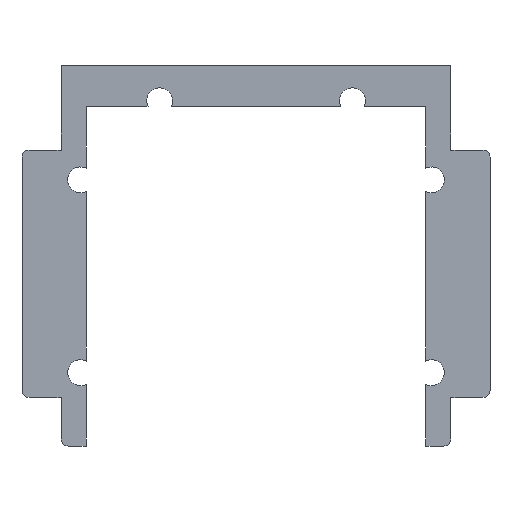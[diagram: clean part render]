
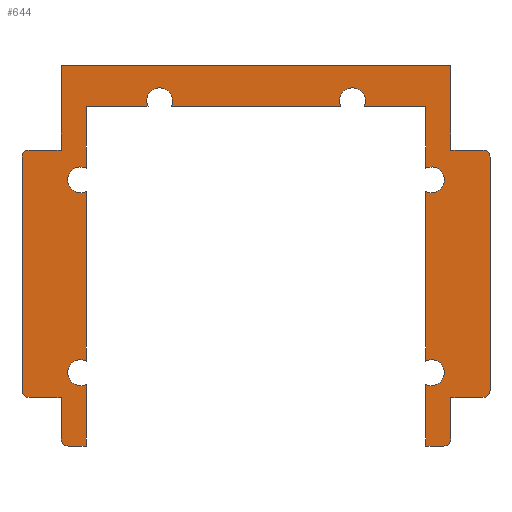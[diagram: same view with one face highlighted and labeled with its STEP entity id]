
A CAD part, front view. The second image highlights one B-rep face of the part: STEP entity #644.
In plain terms, the highlighted planar face has unit normal (0, -1, 0).
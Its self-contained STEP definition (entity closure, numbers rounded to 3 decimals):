
#1=DIRECTION('',(1.,0.,0.));
#2=VECTOR('',#1,65.3);
#3=CARTESIAN_POINT('',(-11.5,-41.,14.094));
#4=LINE('',#3,#2);
#5=DIRECTION('',(1.,0.,0.));
#6=VECTOR('',#5,5.35);
#7=CARTESIAN_POINT('',(53.8,-41.,0.));
#8=LINE('',#7,#6);
#9=CARTESIAN_POINT('',(59.15,-41.,-1.2));
#10=DIRECTION('',(0.,-1.,0.));
#11=DIRECTION('',(1.,0.,0.));
#12=AXIS2_PLACEMENT_3D('',#9,#10,#11);
#14=CARTESIAN_POINT('',(59.15,-41.,-40.263));
#15=DIRECTION('',(0.,-1.,0.));
#16=DIRECTION('',(0.,0.,-1.));
#17=AXIS2_PLACEMENT_3D('',#14,#15,#16);
#19=DIRECTION('',(-1.,0.,0.));
#20=VECTOR('',#19,5.35);
#21=CARTESIAN_POINT('',(59.15,-41.,-41.463));
#22=LINE('',#21,#20);
#23=DIRECTION('',(0.,0.,-1.));
#24=VECTOR('',#23,6.937);
#25=CARTESIAN_POINT('',(53.8,-41.,-41.463));
#26=LINE('',#25,#24);
#27=CARTESIAN_POINT('',(52.6,-41.,-48.4));
#28=DIRECTION('',(0.,-1.,0.));
#29=DIRECTION('',(0.,0.,-1.));
#30=AXIS2_PLACEMENT_3D('',#27,#28,#29);
#32=DIRECTION('',(-1.,0.,0.));
#33=VECTOR('',#32,3.);
#34=CARTESIAN_POINT('',(52.6,-41.,-49.6));
#35=LINE('',#34,#33);
#36=DIRECTION('',(0.,0.,1.));
#37=VECTOR('',#36,28.399);
#38=CARTESIAN_POINT('',(49.6,-41.,-35.35));
#39=LINE('',#38,#37);
#40=DIRECTION('',(1.,0.,0.));
#41=VECTOR('',#40,28.404);
#42=CARTESIAN_POINT('',(6.95,-41.,7.3));
#43=LINE('',#42,#41);
#44=DIRECTION('',(0.,0.,1.));
#45=VECTOR('',#44,28.399);
#46=CARTESIAN_POINT('',(-7.3,-41.,-35.35));
#47=LINE('',#46,#45);
#48=DIRECTION('',(-1.,0.,0.));
#49=VECTOR('',#48,3.);
#50=CARTESIAN_POINT('',(-7.3,-41.,-49.6));
#51=LINE('',#50,#49);
#52=CARTESIAN_POINT('',(-10.3,-41.,-48.4));
#53=DIRECTION('',(0.,-1.,0.));
#54=DIRECTION('',(-1.,0.,0.));
#55=AXIS2_PLACEMENT_3D('',#52,#53,#54);
#57=DIRECTION('',(0.,0.,1.));
#58=VECTOR('',#57,6.937);
#59=CARTESIAN_POINT('',(-11.5,-41.,-48.4));
#60=LINE('',#59,#58);
#61=DIRECTION('',(-1.,0.,0.));
#62=VECTOR('',#61,5.35);
#63=CARTESIAN_POINT('',(-11.5,-41.,-41.463));
#64=LINE('',#63,#62);
#65=CARTESIAN_POINT('',(-16.85,-41.,-40.263));
#66=DIRECTION('',(0.,-1.,0.));
#67=DIRECTION('',(-1.,0.,0.));
#68=AXIS2_PLACEMENT_3D('',#65,#66,#67);
#70=CARTESIAN_POINT('',(-16.85,-41.,-1.2));
#71=DIRECTION('',(0.,-1.,0.));
#72=DIRECTION('',(0.,0.,1.));
#73=AXIS2_PLACEMENT_3D('',#70,#71,#72);
#75=DIRECTION('',(1.,0.,0.));
#76=VECTOR('',#75,5.35);
#77=CARTESIAN_POINT('',(-16.85,-41.,0.));
#78=LINE('',#77,#76);
#83=DIRECTION('',(0.,0.,-1.));
#84=VECTOR('',#83,14.094);
#85=CARTESIAN_POINT('',(-11.5,-41.,14.094));
#86=LINE('',#85,#84);
#169=DIRECTION('',(0.,0.,1.));
#170=VECTOR('',#169,14.094);
#171=CARTESIAN_POINT('',(53.8,-41.,0.));
#172=LINE('',#171,#170);
#197=DIRECTION('',(0.,0.,1.));
#198=VECTOR('',#197,39.063);
#199=CARTESIAN_POINT('',(60.35,-41.,-40.263));
#200=LINE('',#199,#198);
#229=DIRECTION('',(0.,0.,-1.));
#230=VECTOR('',#229,10.36);
#231=CARTESIAN_POINT('',(49.6,-41.,7.3));
#232=LINE('',#231,#230);
#233=DIRECTION('',(0.,0.,-1.));
#234=VECTOR('',#233,10.36);
#235=CARTESIAN_POINT('',(49.6,-41.,-39.24));
#236=LINE('',#235,#234);
#254=CARTESIAN_POINT('',(50.55,-41.,-37.295));
#255=DIRECTION('',(0.,1.,0.));
#256=DIRECTION('',(-0.439,0.,0.899));
#257=AXIS2_PLACEMENT_3D('',#254,#255,#256);
#272=CARTESIAN_POINT('',(50.55,-41.,-5.005));
#273=DIRECTION('',(0.,1.,0.));
#274=DIRECTION('',(-0.439,0.,0.899));
#275=AXIS2_PLACEMENT_3D('',#272,#273,#274);
#281=DIRECTION('',(1.,0.,0.));
#282=VECTOR('',#281,10.355);
#283=CARTESIAN_POINT('',(39.245,-41.,7.3));
#284=LINE('',#283,#282);
#297=DIRECTION('',(1.,0.,0.));
#298=VECTOR('',#297,10.36);
#299=CARTESIAN_POINT('',(-7.3,-41.,7.3));
#300=LINE('',#299,#298);
#310=CARTESIAN_POINT('',(37.3,-41.,8.25));
#311=DIRECTION('',(0.,1.,0.));
#312=DIRECTION('',(-0.899,0.,-0.439));
#313=AXIS2_PLACEMENT_3D('',#310,#311,#312);
#328=CARTESIAN_POINT('',(5.005,-41.,8.25));
#329=DIRECTION('',(0.,1.,0.));
#330=DIRECTION('',(-0.899,0.,-0.439));
#331=AXIS2_PLACEMENT_3D('',#328,#329,#330);
#337=DIRECTION('',(0.,0.,1.));
#338=VECTOR('',#337,10.36);
#339=CARTESIAN_POINT('',(-7.3,-41.,-3.06));
#340=LINE('',#339,#338);
#353=DIRECTION('',(0.,0.,1.));
#354=VECTOR('',#353,10.36);
#355=CARTESIAN_POINT('',(-7.3,-41.,-49.6));
#356=LINE('',#355,#354);
#357=CARTESIAN_POINT('',(-8.25,-41.,-5.005));
#358=DIRECTION('',(0.,1.,0.));
#359=DIRECTION('',(0.439,0.,-0.899));
#360=AXIS2_PLACEMENT_3D('',#357,#358,#359);
#375=CARTESIAN_POINT('',(-8.25,-41.,-37.295));
#376=DIRECTION('',(0.,1.,0.));
#377=DIRECTION('',(0.439,0.,-0.899));
#378=AXIS2_PLACEMENT_3D('',#375,#376,#377);
#417=DIRECTION('',(0.,0.,-1.));
#418=VECTOR('',#417,39.063);
#419=CARTESIAN_POINT('',(-18.05,-41.,-1.2));
#420=LINE('',#419,#418);
#433=CARTESIAN_POINT('',(6.95,-41.,7.3));
#434=CARTESIAN_POINT('',(35.355,-41.,7.3));
#435=VERTEX_POINT('',#433);
#436=VERTEX_POINT('',#434);
#437=CARTESIAN_POINT('',(49.6,-41.,-35.35));
#438=CARTESIAN_POINT('',(49.6,-41.,-6.95));
#439=VERTEX_POINT('',#437);
#440=VERTEX_POINT('',#438);
#441=CARTESIAN_POINT('',(-7.3,-41.,-35.35));
#442=CARTESIAN_POINT('',(-7.3,-41.,-6.95));
#443=VERTEX_POINT('',#441);
#444=VERTEX_POINT('',#442);
#449=CARTESIAN_POINT('',(3.06,-41.,7.3));
#451=VERTEX_POINT('',#449);
#453=CARTESIAN_POINT('',(39.245,-41.,7.3));
#455=VERTEX_POINT('',#453);
#461=CARTESIAN_POINT('',(49.6,-41.,-39.24));
#463=VERTEX_POINT('',#461);
#469=CARTESIAN_POINT('',(49.6,-41.,-3.06));
#471=VERTEX_POINT('',#469);
#474=CARTESIAN_POINT('',(-7.3,-41.,-39.24));
#476=VERTEX_POINT('',#474);
#478=CARTESIAN_POINT('',(-7.3,-41.,-3.06));
#480=VERTEX_POINT('',#478);
#482=CARTESIAN_POINT('',(49.6,-41.,7.3));
#484=VERTEX_POINT('',#482);
#486=CARTESIAN_POINT('',(-7.3,-41.,7.3));
#488=VERTEX_POINT('',#486);
#490=CARTESIAN_POINT('',(49.6,-41.,-49.6));
#492=VERTEX_POINT('',#490);
#494=CARTESIAN_POINT('',(-7.3,-41.,-49.6));
#496=VERTEX_POINT('',#494);
#498=CARTESIAN_POINT('',(53.8,-41.,0.));
#500=VERTEX_POINT('',#498);
#502=CARTESIAN_POINT('',(53.8,-41.,-41.463));
#504=VERTEX_POINT('',#502);
#506=CARTESIAN_POINT('',(-11.5,-41.,-41.463));
#508=VERTEX_POINT('',#506);
#510=CARTESIAN_POINT('',(-11.5,-41.,0.));
#512=VERTEX_POINT('',#510);
#513=CARTESIAN_POINT('',(52.6,-41.,-49.6));
#514=CARTESIAN_POINT('',(53.8,-41.,-48.4));
#515=VERTEX_POINT('',#513);
#516=VERTEX_POINT('',#514);
#521=CARTESIAN_POINT('',(59.15,-41.,-41.463));
#522=CARTESIAN_POINT('',(60.35,-41.,-40.263));
#523=VERTEX_POINT('',#521);
#524=VERTEX_POINT('',#522);
#529=CARTESIAN_POINT('',(60.35,-41.,-1.2));
#530=CARTESIAN_POINT('',(59.15,-41.,0.));
#531=VERTEX_POINT('',#529);
#532=VERTEX_POINT('',#530);
#537=CARTESIAN_POINT('',(-16.85,-41.,0.));
#538=CARTESIAN_POINT('',(-18.05,-41.,-1.2));
#539=VERTEX_POINT('',#537);
#540=VERTEX_POINT('',#538);
#545=CARTESIAN_POINT('',(-18.05,-41.,-40.263));
#546=CARTESIAN_POINT('',(-16.85,-41.,-41.463));
#547=VERTEX_POINT('',#545);
#548=VERTEX_POINT('',#546);
#553=CARTESIAN_POINT('',(-11.5,-41.,-48.4));
#554=CARTESIAN_POINT('',(-10.3,-41.,-49.6));
#555=VERTEX_POINT('',#553);
#556=VERTEX_POINT('',#554);
#565=CARTESIAN_POINT('',(-11.5,-41.,14.094));
#566=CARTESIAN_POINT('',(53.8,-41.,14.094));
#567=VERTEX_POINT('',#565);
#568=VERTEX_POINT('',#566);
#569=CARTESIAN_POINT('',(0.,-41.,0.));
#570=DIRECTION('',(0.,-1.,0.));
#571=DIRECTION('',(1.,0.,0.));
#572=AXIS2_PLACEMENT_3D('',#569,#570,#571);
#573=PLANE('',#572);
#575=ORIENTED_EDGE('',*,*,#574,.F.);
#577=ORIENTED_EDGE('',*,*,#576,.T.);
#579=ORIENTED_EDGE('',*,*,#578,.F.);
#581=ORIENTED_EDGE('',*,*,#580,.T.);
#583=ORIENTED_EDGE('',*,*,#582,.F.);
#585=ORIENTED_EDGE('',*,*,#584,.F.);
#587=ORIENTED_EDGE('',*,*,#586,.F.);
#589=ORIENTED_EDGE('',*,*,#588,.T.);
#591=ORIENTED_EDGE('',*,*,#590,.T.);
#593=ORIENTED_EDGE('',*,*,#592,.F.);
#595=ORIENTED_EDGE('',*,*,#594,.T.);
#597=ORIENTED_EDGE('',*,*,#596,.F.);
#599=ORIENTED_EDGE('',*,*,#598,.F.);
#601=ORIENTED_EDGE('',*,*,#600,.T.);
#603=ORIENTED_EDGE('',*,*,#602,.F.);
#605=ORIENTED_EDGE('',*,*,#604,.F.);
#607=ORIENTED_EDGE('',*,*,#606,.F.);
#609=ORIENTED_EDGE('',*,*,#608,.F.);
#611=ORIENTED_EDGE('',*,*,#610,.F.);
#613=ORIENTED_EDGE('',*,*,#612,.F.);
#615=ORIENTED_EDGE('',*,*,#614,.F.);
#617=ORIENTED_EDGE('',*,*,#616,.F.);
#619=ORIENTED_EDGE('',*,*,#618,.F.);
#621=ORIENTED_EDGE('',*,*,#620,.F.);
#623=ORIENTED_EDGE('',*,*,#622,.F.);
#625=ORIENTED_EDGE('',*,*,#624,.F.);
#627=ORIENTED_EDGE('',*,*,#626,.T.);
#629=ORIENTED_EDGE('',*,*,#628,.F.);
#631=ORIENTED_EDGE('',*,*,#630,.T.);
#633=ORIENTED_EDGE('',*,*,#632,.T.);
#635=ORIENTED_EDGE('',*,*,#634,.F.);
#637=ORIENTED_EDGE('',*,*,#636,.F.);
#639=ORIENTED_EDGE('',*,*,#638,.F.);
#641=ORIENTED_EDGE('',*,*,#640,.T.);
#642=EDGE_LOOP('',(#575,#577,#579,#581,#583,#585,#587,#589,#591,#593,#595,#597,
#599,#601,#603,#605,#607,#609,#611,#613,#615,#617,#619,#621,#623,#625,#627,#629,
#631,#633,#635,#637,#639,#641));
#643=FACE_OUTER_BOUND('',#642,.F.);
#644=ADVANCED_FACE('',(#643),#573,.T.);
#13=CIRCLE('',#12,1.2);
#18=CIRCLE('',#17,1.2);
#31=CIRCLE('',#30,1.2);
#56=CIRCLE('',#55,1.2);
#69=CIRCLE('',#68,1.2);
#74=CIRCLE('',#73,1.2);
#258=CIRCLE('',#257,2.165);
#276=CIRCLE('',#275,2.165);
#314=CIRCLE('',#313,2.165);
#332=CIRCLE('',#331,2.165);
#361=CIRCLE('',#360,2.165);
#379=CIRCLE('',#378,2.165);
#574=EDGE_CURVE('',#567,#512,#86,.T.);
#576=EDGE_CURVE('',#567,#568,#4,.T.);
#578=EDGE_CURVE('',#500,#568,#172,.T.);
#580=EDGE_CURVE('',#500,#532,#8,.T.);
#582=EDGE_CURVE('',#531,#532,#13,.T.);
#584=EDGE_CURVE('',#524,#531,#200,.T.);
#586=EDGE_CURVE('',#523,#524,#18,.T.);
#588=EDGE_CURVE('',#523,#504,#22,.T.);
#590=EDGE_CURVE('',#504,#516,#26,.T.);
#592=EDGE_CURVE('',#515,#516,#31,.T.);
#594=EDGE_CURVE('',#515,#492,#35,.T.);
#596=EDGE_CURVE('',#463,#492,#236,.T.);
#598=EDGE_CURVE('',#439,#463,#258,.T.);
#600=EDGE_CURVE('',#439,#440,#39,.T.);
#602=EDGE_CURVE('',#471,#440,#276,.T.);
#604=EDGE_CURVE('',#484,#471,#232,.T.);
#606=EDGE_CURVE('',#455,#484,#284,.T.);
#608=EDGE_CURVE('',#436,#455,#314,.T.);
#610=EDGE_CURVE('',#435,#436,#43,.T.);
#612=EDGE_CURVE('',#451,#435,#332,.T.);
#614=EDGE_CURVE('',#488,#451,#300,.T.);
#616=EDGE_CURVE('',#480,#488,#340,.T.);
#618=EDGE_CURVE('',#444,#480,#361,.T.);
#620=EDGE_CURVE('',#443,#444,#47,.T.);
#622=EDGE_CURVE('',#476,#443,#379,.T.);
#624=EDGE_CURVE('',#496,#476,#356,.T.);
#626=EDGE_CURVE('',#496,#556,#51,.T.);
#628=EDGE_CURVE('',#555,#556,#56,.T.);
#630=EDGE_CURVE('',#555,#508,#60,.T.);
#632=EDGE_CURVE('',#508,#548,#64,.T.);
#634=EDGE_CURVE('',#547,#548,#69,.T.);
#636=EDGE_CURVE('',#540,#547,#420,.T.);
#638=EDGE_CURVE('',#539,#540,#74,.T.);
#640=EDGE_CURVE('',#539,#512,#78,.T.);
